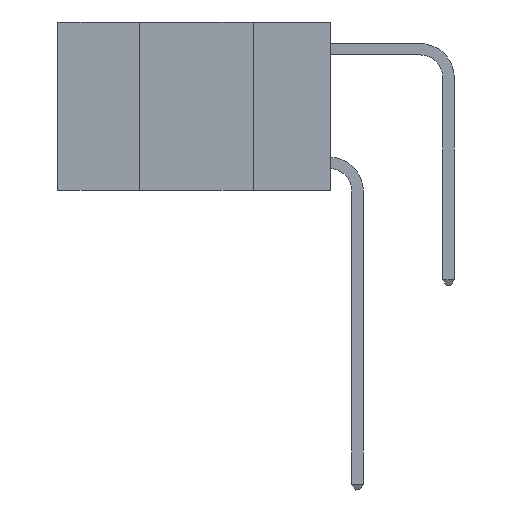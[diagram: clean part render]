
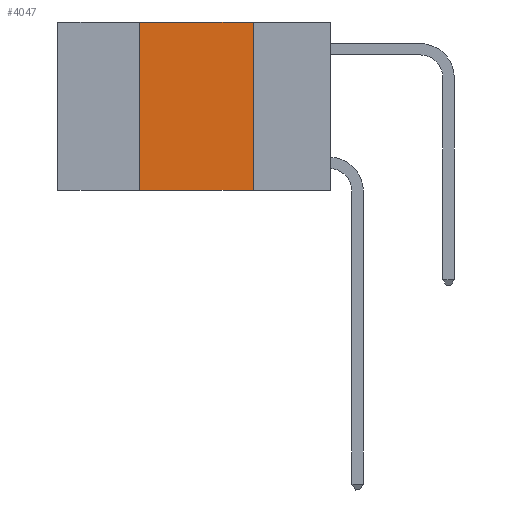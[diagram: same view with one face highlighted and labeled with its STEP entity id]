
A CAD part, left-side view. The second image highlights one B-rep face of the part: STEP entity #4047.
In plain terms, the highlighted planar face has unit normal (-1, 0, 0).
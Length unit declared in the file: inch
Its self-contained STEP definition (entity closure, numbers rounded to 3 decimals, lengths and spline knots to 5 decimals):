
#716 = ORIENTED_EDGE ( 'NONE', *, *, #5095, .T. ) ;
#1641 = VECTOR ( 'NONE', #16757, 39.37008 ) ;
#1815 = CARTESIAN_POINT ( 'NONE',  ( 0., 0.17, -0.37 ) ) ;
#2500 = CARTESIAN_POINT ( 'NONE',  ( 0., 0.6, 0. ) ) ;
#2680 = LINE ( 'NONE', #8909, #5894 ) ;
#3580 = EDGE_LOOP ( 'NONE', ( #16724, #13250, #4788, #716 ) ) ;
#4047 = ADVANCED_FACE ( 'NONE', ( #7076 ), #14840, .F. ) ;
#4392 = VECTOR ( 'NONE', #13724, 39.37008 ) ;
#4600 = LINE ( 'NONE', #16832, #18718 ) ;
#4788 = ORIENTED_EDGE ( 'NONE', *, *, #11267, .F. ) ;
#5095 = EDGE_CURVE ( 'NONE', #13793, #10169, #7311, .T. ) ;
#5621 = LINE ( 'NONE', #11856, #1641 ) ;
#5848 = DIRECTION ( 'NONE',  ( 0., 0., -1. ) ) ;
#5894 = VECTOR ( 'NONE', #5848, 39.37008 ) ;
#6780 = DIRECTION ( 'NONE',  ( 1., 0., 0. ) ) ;
#7076 = FACE_OUTER_BOUND ( 'NONE', #3580, .T. ) ;
#7311 = LINE ( 'NONE', #13596, #4392 ) ;
#8909 = CARTESIAN_POINT ( 'NONE',  ( 0., 0.17, 0. ) ) ;
#9896 = VERTEX_POINT ( 'NONE', #11449 ) ;
#10169 = VERTEX_POINT ( 'NONE', #1815 ) ;
#10794 = EDGE_CURVE ( 'NONE', #9896, #12541, #5621, .T. ) ;
#10822 = DIRECTION ( 'NONE',  ( 0., 0., 1. ) ) ;
#11267 = EDGE_CURVE ( 'NONE', #13793, #9896, #4600, .T. ) ;
#11449 = CARTESIAN_POINT ( 'NONE',  ( 0., 0.42, 0. ) ) ;
#11856 = CARTESIAN_POINT ( 'NONE',  ( 0., 0.6, 0. ) ) ;
#12541 = VERTEX_POINT ( 'NONE', #16229 ) ;
#13250 = ORIENTED_EDGE ( 'NONE', *, *, #10794, .F. ) ;
#13596 = CARTESIAN_POINT ( 'NONE',  ( 0., 0.6, -0.37 ) ) ;
#13724 = DIRECTION ( 'NONE',  ( 0., -1., 0. ) ) ;
#13793 = VERTEX_POINT ( 'NONE', #17390 ) ;
#14840 = PLANE ( 'NONE',  #15691 ) ;
#15691 = AXIS2_PLACEMENT_3D ( 'NONE', #2500, #6780, #19728 ) ;
#16229 = CARTESIAN_POINT ( 'NONE',  ( 0., 0.17, 0. ) ) ;
#16724 = ORIENTED_EDGE ( 'NONE', *, *, #19646, .F. ) ;
#16757 = DIRECTION ( 'NONE',  ( 0., -1., 0. ) ) ;
#16832 = CARTESIAN_POINT ( 'NONE',  ( 0., 0.42, 0. ) ) ;
#17390 = CARTESIAN_POINT ( 'NONE',  ( 0., 0.42, -0.37 ) ) ;
#18718 = VECTOR ( 'NONE', #10822, 39.37008 ) ;
#19646 = EDGE_CURVE ( 'NONE', #12541, #10169, #2680, .T. ) ;
#19728 = DIRECTION ( 'NONE',  ( 0., 0., -1. ) ) ;
